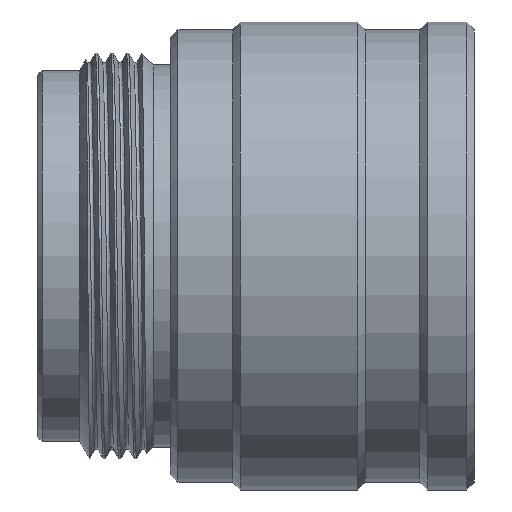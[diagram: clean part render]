
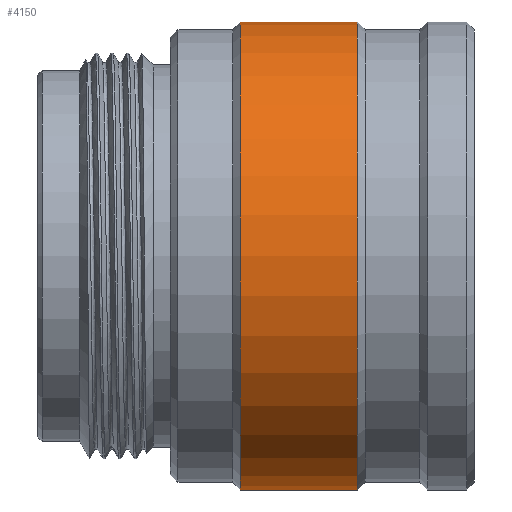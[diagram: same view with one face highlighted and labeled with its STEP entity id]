
A CAD part, top view. The second image highlights one B-rep face of the part: STEP entity #4150.
In plain terms, the highlighted cylindrical face has radius 15 mm (diameter 30 mm), a partial arc.
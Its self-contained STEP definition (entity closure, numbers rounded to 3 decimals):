
#934=CARTESIAN_POINT('',(13.,15.,-15.));
#935=DIRECTION('',(1.,0.,0.));
#936=DIRECTION('',(0.,1.,0.));
#937=AXIS2_PLACEMENT_3D('',#934,#935,#936);
#952=DIRECTION('',(-1.,0.,0.));
#953=VECTOR('',#952,7.5);
#954=CARTESIAN_POINT('',(20.5,30.,-15.));
#955=LINE('323',#954,#953);
#956=DIRECTION('',(-1.,0.,0.));
#957=VECTOR('',#956,7.5);
#958=CARTESIAN_POINT('',(20.5,0.,-15.));
#959=LINE('329',#958,#957);
#965=CARTESIAN_POINT('',(20.5,15.,-15.));
#966=DIRECTION('',(1.,0.,0.));
#967=DIRECTION('',(0.,1.,0.));
#968=AXIS2_PLACEMENT_3D('',#965,#966,#967);
#2621=CARTESIAN_POINT('',(20.5,30.,-15.));
#2622=VERTEX_POINT('',#2621);
#2623=CARTESIAN_POINT('',(13.,30.,-15.));
#2624=VERTEX_POINT('',#2623);
#2637=CARTESIAN_POINT('',(20.5,0.,-15.));
#2638=VERTEX_POINT('',#2637);
#2639=CARTESIAN_POINT('',(13.,0.,-15.));
#2640=VERTEX_POINT('',#2639);
#4138=CARTESIAN_POINT('',(-1.4,15.,-15.));
#4139=DIRECTION('',(1.,0.,0.));
#4140=DIRECTION('',(0.,-1.,0.));
#4141=AXIS2_PLACEMENT_3D('',#4138,#4139,#4140);
#4142=CYLINDRICAL_SURFACE('251',#4141,15.);
#4143=ORIENTED_EDGE('323',*,*,#4121,.F.);
#4145=ORIENTED_EDGE('336',*,*,#4144,.T.);
#4146=ORIENTED_EDGE('329',*,*,#4124,.T.);
#4147=ORIENTED_EDGE('337',*,*,#4081,.F.);
#4148=EDGE_LOOP('251',(#4143,#4145,#4146,#4147));
#4149=FACE_OUTER_BOUND('251',#4148,.F.);
#938=CIRCLE('337',#937,15.);
#969=CIRCLE('336',#968,15.);
#4081=EDGE_CURVE('337',#2624,#2640,#938,.T.);
#4121=EDGE_CURVE('323',#2622,#2624,#955,.T.);
#4124=EDGE_CURVE('329',#2638,#2640,#959,.T.);
#4144=EDGE_CURVE('336',#2622,#2638,#969,.T.);
#4150=ADVANCED_FACE('251',(#4149),#4142,.T.);
